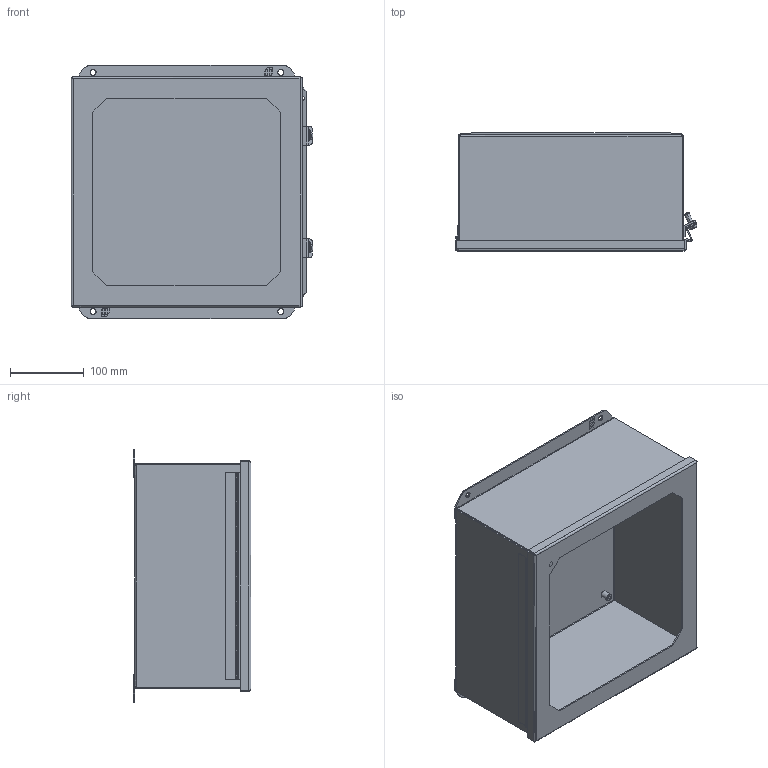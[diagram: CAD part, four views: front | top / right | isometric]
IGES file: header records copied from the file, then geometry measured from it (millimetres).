
Start section: SolidWorks IGES file using analytic representation for surfaces
Global section: file name: PDA2909 {Enclosure}.IGS; native system: SolidWorks 2020; preprocessor: SolidWorks 2020; author: sewen; date: 201216.122638; units: inch
Bounding box: 327.46 x 159.23 x 342.93 mm (x, y, z)
Surface area: 791165.6 mm2 (no closed solid volume)
Topology: 0 solids, 0 shells, 1038 faces, 10368 edges, 10352 vertices
Faces by surface type: bspline 663, revolution 375
